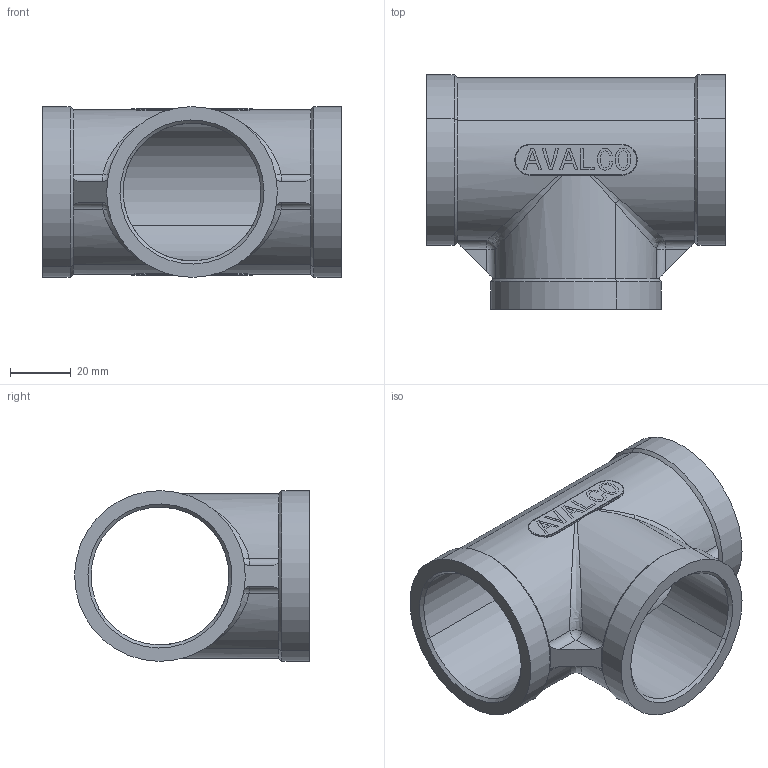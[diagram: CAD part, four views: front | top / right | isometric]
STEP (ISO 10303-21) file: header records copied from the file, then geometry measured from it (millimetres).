
FILE_DESCRIPTION(( 'RX.23.112.112.stp' ), '1');
FILE_NAME( 'RX.23.112.112.stp', '2018-10-10T14:57:55',( 'Sopra'),('sopra-pneumatic.com'), 'SwSTEP 2.0','SolidWorks 2009','' );
FILE_SCHEMA(('CONFIG_CONTROL_DESIGN'));
Length unit declared in the file: millimetre
Products named in the file (1): DS003-G112
Bounding box: 98 x 76.99 x 55.98 mm (x, y, z)
Volume: 84937.2 mm3; surface area: 38796.8 mm2
Topology: 1 solids, 1 shells, 324 faces, 866 edges, 557 vertices
Faces by surface type: plane 247, cylinder 40, bspline 15, cone 12, torus 6, sphere 4
Entity records: 10710 total; most frequent: CARTESIAN_POINT 3055, ORIENTED_EDGE 1724, DIRECTION 1286, EDGE_CURVE 862, VECTOR 710, LINE 710, VERTEX_POINT 557, EDGE_LOOP 345
